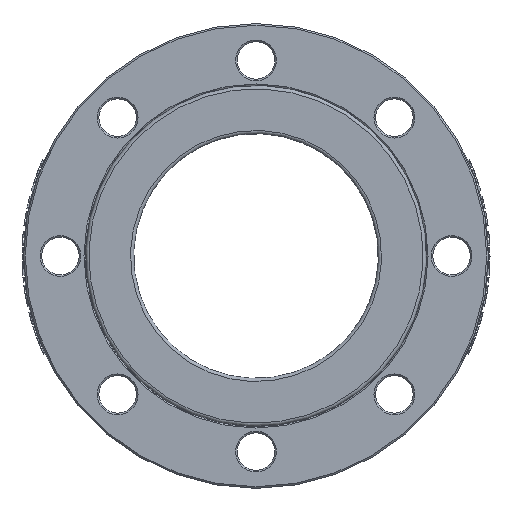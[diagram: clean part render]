
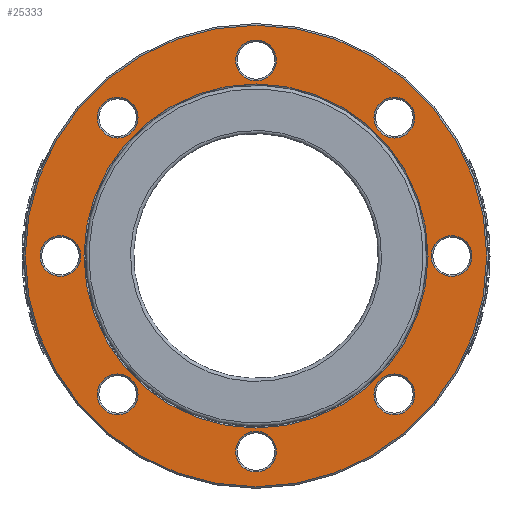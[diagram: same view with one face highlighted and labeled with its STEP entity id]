
A CAD part, left-side view. The second image highlights one B-rep face of the part: STEP entity #25333.
In plain terms, the highlighted planar face has unit normal (-1, 0, 0).
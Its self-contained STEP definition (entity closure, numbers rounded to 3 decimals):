
#5465=FACE_BOUND('',#7555,.T.);
#5466=FACE_BOUND('',#7556,.T.);
#5467=FACE_BOUND('',#7557,.T.);
#5468=FACE_BOUND('',#7558,.T.);
#5469=FACE_BOUND('',#7559,.T.);
#5470=FACE_BOUND('',#7560,.T.);
#5471=FACE_BOUND('',#7561,.T.);
#5472=FACE_BOUND('',#7562,.T.);
#5473=FACE_BOUND('',#7563,.T.);
#6102=FACE_OUTER_BOUND('',#7554,.T.);
#7554=EDGE_LOOP('',(#17938));
#7555=EDGE_LOOP('',(#17939));
#7556=EDGE_LOOP('',(#17940));
#7557=EDGE_LOOP('',(#17941));
#7558=EDGE_LOOP('',(#17942));
#7559=EDGE_LOOP('',(#17943));
#7560=EDGE_LOOP('',(#17944));
#7561=EDGE_LOOP('',(#17945));
#7562=EDGE_LOOP('',(#17946));
#7563=EDGE_LOOP('',(#17947));
#8939=CIRCLE('',#26734,12.5);
#8940=CIRCLE('',#26736,141.5);
#8941=CIRCLE('',#26737,12.5);
#8942=CIRCLE('',#26738,12.5);
#8943=CIRCLE('',#26739,12.5);
#8944=CIRCLE('',#26740,12.5);
#8945=CIRCLE('',#26741,12.5);
#8946=CIRCLE('',#26742,12.5);
#8947=CIRCLE('',#26743,105.5);
#8948=CIRCLE('',#26744,12.5);
#10273=VERTEX_POINT('',#41483);
#10274=VERTEX_POINT('',#41486);
#10275=VERTEX_POINT('',#41488);
#10276=VERTEX_POINT('',#41490);
#10277=VERTEX_POINT('',#41492);
#10278=VERTEX_POINT('',#41494);
#10279=VERTEX_POINT('',#41496);
#10280=VERTEX_POINT('',#41498);
#10281=VERTEX_POINT('',#41500);
#10282=VERTEX_POINT('',#41502);
#13143=EDGE_CURVE('',#10273,#10273,#8939,.T.);
#13144=EDGE_CURVE('',#10274,#10274,#8940,.T.);
#13145=EDGE_CURVE('',#10275,#10275,#8941,.T.);
#13146=EDGE_CURVE('',#10276,#10276,#8942,.T.);
#13147=EDGE_CURVE('',#10277,#10277,#8943,.T.);
#13148=EDGE_CURVE('',#10278,#10278,#8944,.T.);
#13149=EDGE_CURVE('',#10279,#10279,#8945,.T.);
#13150=EDGE_CURVE('',#10280,#10280,#8946,.T.);
#13151=EDGE_CURVE('',#10281,#10281,#8947,.T.);
#13152=EDGE_CURVE('',#10282,#10282,#8948,.T.);
#17938=ORIENTED_EDGE('',*,*,#13144,.F.);
#17939=ORIENTED_EDGE('',*,*,#13145,.F.);
#17940=ORIENTED_EDGE('',*,*,#13146,.F.);
#17941=ORIENTED_EDGE('',*,*,#13147,.F.);
#17942=ORIENTED_EDGE('',*,*,#13148,.F.);
#17943=ORIENTED_EDGE('',*,*,#13149,.F.);
#17944=ORIENTED_EDGE('',*,*,#13150,.F.);
#17945=ORIENTED_EDGE('',*,*,#13151,.F.);
#17946=ORIENTED_EDGE('',*,*,#13152,.F.);
#17947=ORIENTED_EDGE('',*,*,#13143,.F.);
#23127=PLANE('',#26735);
#25333=ADVANCED_FACE('',(#6102,#5465,#5466,#5467,#5468,#5469,#5470,#5471,
#5472,#5473),#23127,.T.);
#26734=AXIS2_PLACEMENT_3D('',#41484,#29237,#29238);
#26735=AXIS2_PLACEMENT_3D('',#41485,#29239,#29240);
#26736=AXIS2_PLACEMENT_3D('',#41487,#29241,#29242);
#26737=AXIS2_PLACEMENT_3D('',#41489,#29243,#29244);
#26738=AXIS2_PLACEMENT_3D('',#41491,#29245,#29246);
#26739=AXIS2_PLACEMENT_3D('',#41493,#29247,#29248);
#26740=AXIS2_PLACEMENT_3D('',#41495,#29249,#29250);
#26741=AXIS2_PLACEMENT_3D('',#41497,#29251,#29252);
#26742=AXIS2_PLACEMENT_3D('',#41499,#29253,#29254);
#26743=AXIS2_PLACEMENT_3D('',#41501,#29255,#29256);
#26744=AXIS2_PLACEMENT_3D('',#41503,#29257,#29258);
#29237=DIRECTION('center_axis',(-1.,0.,0.));
#29238=DIRECTION('ref_axis',(0.,-1.,0.));
#29239=DIRECTION('center_axis',(-1.,0.,0.));
#29240=DIRECTION('ref_axis',(0.,-1.,0.));
#29241=DIRECTION('center_axis',(1.,0.,0.));
#29242=DIRECTION('ref_axis',(0.,1.,0.));
#29243=DIRECTION('center_axis',(-1.,0.,0.));
#29244=DIRECTION('ref_axis',(0.,-0.707,0.707));
#29245=DIRECTION('center_axis',(-1.,0.,0.));
#29246=DIRECTION('ref_axis',(0.,0.707,0.707));
#29247=DIRECTION('center_axis',(-1.,0.,0.));
#29248=DIRECTION('ref_axis',(0.,-0.707,-0.707));
#29249=DIRECTION('center_axis',(-1.,0.,0.));
#29250=DIRECTION('ref_axis',(0.,0.707,-0.707));
#29251=DIRECTION('center_axis',(-1.,0.,0.));
#29252=DIRECTION('ref_axis',(0.,1.,0.));
#29253=DIRECTION('center_axis',(-1.,0.,0.));
#29254=DIRECTION('ref_axis',(0.,0.,
-1.));
#29255=DIRECTION('center_axis',(-1.,0.,0.));
#29256=DIRECTION('ref_axis',(0.,1.,0.));
#29257=DIRECTION('center_axis',(-1.,0.,0.));
#29258=DIRECTION('ref_axis',(0.,0.,
1.));
#41483=CARTESIAN_POINT('',(-29.682,-80.208,-107.623));
#41484=CARTESIAN_POINT('Origin',(-29.682,-92.708,-107.623));
#41485=CARTESIAN_POINT('Origin',(-29.682,-7.856,-22.771));
#41486=CARTESIAN_POINT('',(-29.682,-149.356,-22.771));
#41487=CARTESIAN_POINT('Origin',(-29.682,-7.856,-22.771));
#41488=CARTESIAN_POINT('',(-29.682,-119.017,-31.609));
#41489=CARTESIAN_POINT('Origin',(-29.682,-127.856,-22.771));
#41490=CARTESIAN_POINT('',(-29.682,-16.694,88.391));
#41491=CARTESIAN_POINT('Origin',(-29.682,-7.856,97.229));
#41492=CARTESIAN_POINT('',(-29.682,0.983,-133.932));
#41493=CARTESIAN_POINT('Origin',(-29.682,-7.856,-142.771));
#41494=CARTESIAN_POINT('',(-29.682,103.306,-13.932));
#41495=CARTESIAN_POINT('Origin',(-29.682,112.144,-22.771));
#41496=CARTESIAN_POINT('',(-29.682,64.497,62.082));
#41497=CARTESIAN_POINT('Origin',(-29.682,76.997,62.082));
#41498=CARTESIAN_POINT('',(-29.682,76.997,-95.123));
#41499=CARTESIAN_POINT('Origin',(-29.682,76.997,-107.623));
#41500=CARTESIAN_POINT('',(-29.682,-113.356,-22.771));
#41501=CARTESIAN_POINT('Origin',(-29.682,-7.856,-22.771));
#41502=CARTESIAN_POINT('',(-29.682,-92.708,49.582));
#41503=CARTESIAN_POINT('Origin',(-29.682,-92.708,62.082));
